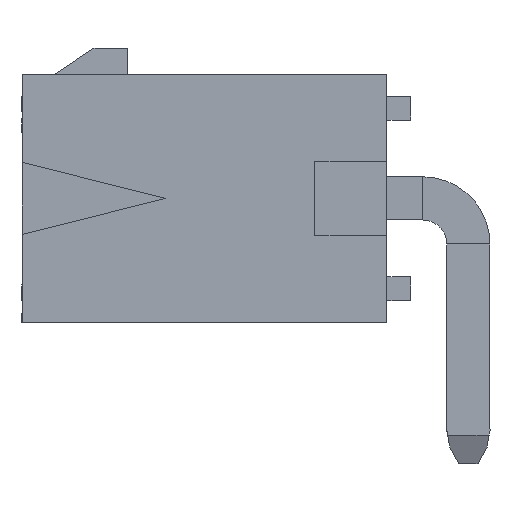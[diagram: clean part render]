
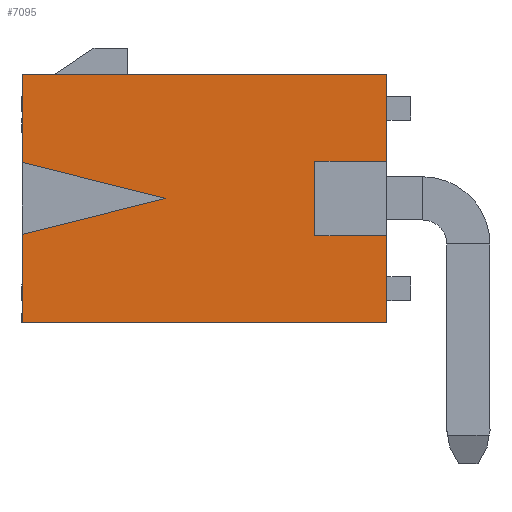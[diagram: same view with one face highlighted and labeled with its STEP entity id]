
A CAD part, left-side view. The second image highlights one B-rep face of the part: STEP entity #7095.
In plain terms, the highlighted planar face has unit normal (-1, 0, 0).
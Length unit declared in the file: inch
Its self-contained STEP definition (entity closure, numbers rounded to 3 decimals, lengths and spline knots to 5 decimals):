
#1020 = DIRECTION ( 'NONE',  ( 0., 0., 1. ) ) ;
#1021 = VECTOR ( 'NONE', #1020, 39.37008 ) ;
#1022 = CARTESIAN_POINT ( 'NONE',  ( -0.35625, 0.19, -0.1065 ) ) ;
#1023 = LINE ( 'NONE', #1022, #1021 ) ;
#1024 = CARTESIAN_POINT ( 'NONE',  ( -0.35625, 0.19, -0.0375 ) ) ;
#1167 = CARTESIAN_POINT ( 'NONE',  ( -0.35625, 0.19, 0.0375 ) ) ;
#1168 = DIRECTION ( 'NONE',  ( 0., 0., 1. ) ) ;
#1169 = VECTOR ( 'NONE', #1168, 39.37008 ) ;
#1170 = CARTESIAN_POINT ( 'NONE',  ( -0.35625, 0.19, -0.1065 ) ) ;
#1171 = LINE ( 'NONE', #1170, #1169 ) ;
#1172 = CARTESIAN_POINT ( 'NONE',  ( -0.35625, 0.19, 0.1295 ) ) ;
#1195 = CARTESIAN_POINT ( 'NONE',  ( -0.35625, 0.19, -0.1295 ) ) ;
#1656 = DIRECTION ( 'NONE',  ( 0., 0., 1. ) ) ;
#1657 = VECTOR ( 'NONE', #1656, 39.37008 ) ;
#1658 = CARTESIAN_POINT ( 'NONE',  ( -0.35625, -0.19, -0.1065 ) ) ;
#1659 = LINE ( 'NONE', #1658, #1657 ) ;
#1672 = CARTESIAN_POINT ( 'NONE',  ( -0.35625, -0.19, 0.1295 ) ) ;
#1679 = CARTESIAN_POINT ( 'NONE',  ( -0.35625, -0.19, 0.0388 ) ) ;
#1770 = CARTESIAN_POINT ( 'NONE',  ( -0.35625, -0.19, -0.1295 ) ) ;
#1771 = DIRECTION ( 'NONE',  ( 0., 0., 1. ) ) ;
#1772 = VECTOR ( 'NONE', #1771, 39.37008 ) ;
#1773 = CARTESIAN_POINT ( 'NONE',  ( -0.35625, -0.19, -0.1065 ) ) ;
#1774 = LINE ( 'NONE', #1773, #1772 ) ;
#1775 = CARTESIAN_POINT ( 'NONE',  ( -0.35625, -0.19, -0.0388 ) ) ;
#2318 = DIRECTION ( 'NONE',  ( 0., 0., -1. ) ) ;
#2319 = DIRECTION ( 'NONE',  ( 1., 0., 0. ) ) ;
#2320 = CARTESIAN_POINT ( 'NONE',  ( -0.35625, 0.19, -0.1065 ) ) ;
#2321 = AXIS2_PLACEMENT_3D ( 'NONE', #2320, #2319, #2318 ) ;
#2322 = PLANE ( 'NONE',  #2321 ) ;
#2323 = FACE_OUTER_BOUND ( 'NONE', #7096, .T. ) ;
#2410 = CARTESIAN_POINT ( 'NONE',  ( -0.35625, -0.115, 0.0388 ) ) ;
#2411 = LINE ( 'NONE', #2410, #2471 ) ;
#2422 = DIRECTION ( 'NONE',  ( 0., -1., 0. ) ) ;
#2423 = VECTOR ( 'NONE', #2422, 39.37008 ) ;
#2424 = CARTESIAN_POINT ( 'NONE',  ( -0.35625, -0.115, -0.0388 ) ) ;
#2425 = LINE ( 'NONE', #2424, #2423 ) ;
#2426 = DIRECTION ( 'NONE',  ( 0., 1., 0. ) ) ;
#2427 = VECTOR ( 'NONE', #2426, 39.37008 ) ;
#2428 = CARTESIAN_POINT ( 'NONE',  ( -0.35625, -0.19, -0.1295 ) ) ;
#2429 = LINE ( 'NONE', #2428, #2427 ) ;
#2451 = DIRECTION ( 'NONE',  ( 0., -0.97, 0.243 ) ) ;
#2452 = VECTOR ( 'NONE', #2451, 39.37008 ) ;
#2453 = CARTESIAN_POINT ( 'NONE',  ( -0.35625, 0.04, 0. ) ) ;
#2454 = LINE ( 'NONE', #2453, #2452 ) ;
#2455 = CARTESIAN_POINT ( 'NONE',  ( -0.35625, 0.04, 0. ) ) ;
#2456 = DIRECTION ( 'NONE',  ( 0., 0.97, 0.243 ) ) ;
#2457 = VECTOR ( 'NONE', #2456, 39.37008 ) ;
#2458 = CARTESIAN_POINT ( 'NONE',  ( -0.35625, 0.19, 0.0375 ) ) ;
#2459 = LINE ( 'NONE', #2458, #2457 ) ;
#2460 = DIRECTION ( 'NONE',  ( 0., 1., 0. ) ) ;
#2461 = VECTOR ( 'NONE', #2460, 39.37008 ) ;
#2462 = CARTESIAN_POINT ( 'NONE',  ( -0.35625, -0.19, 0.1295 ) ) ;
#2463 = LINE ( 'NONE', #2462, #2461 ) ;
#2464 = DIRECTION ( 'NONE',  ( 0., -1., 0. ) ) ;
#2465 = VECTOR ( 'NONE', #2464, 39.37008 ) ;
#2466 = CARTESIAN_POINT ( 'NONE',  ( -0.35625, -0.115, 0.0388 ) ) ;
#2467 = LINE ( 'NONE', #2466, #2465 ) ;
#2468 = CARTESIAN_POINT ( 'NONE',  ( -0.35625, -0.115, -0.0388 ) ) ;
#2469 = CARTESIAN_POINT ( 'NONE',  ( -0.35625, -0.115, 0.0388 ) ) ;
#2470 = DIRECTION ( 'NONE',  ( 0., 0., -1. ) ) ;
#2471 = VECTOR ( 'NONE', #2470, 39.37008 ) ;
#6314 = VERTEX_POINT ( 'NONE', #1024 ) ;
#6315 = EDGE_CURVE ( 'NONE', #6403, #6314, #1023, .T. ) ;
#6383 = VERTEX_POINT ( 'NONE', #1172 ) ;
#6384 = EDGE_CURVE ( 'NONE', #6387, #6383, #1171, .T. ) ;
#6387 = VERTEX_POINT ( 'NONE', #1167 ) ;
#6403 = VERTEX_POINT ( 'NONE', #1195 ) ;
#6682 = VERTEX_POINT ( 'NONE', #1679 ) ;
#6687 = VERTEX_POINT ( 'NONE', #1672 ) ;
#6695 = EDGE_CURVE ( 'NONE', #6682, #6687, #1659, .T. ) ;
#6741 = VERTEX_POINT ( 'NONE', #1775 ) ;
#6743 = EDGE_CURVE ( 'NONE', #6744, #6741, #1774, .T. ) ;
#6744 = VERTEX_POINT ( 'NONE', #1770 ) ;
#7095 = ADVANCED_FACE ( 'NONE', ( #2323 ), #2322, .F. ) ;
#7096 = EDGE_LOOP ( 'NONE', ( #7097, #7162, #7164, #7165, #7167, #7168, #7171, #7147, #7148, #7150, #7151 ) ) ;
#7097 = ORIENTED_EDGE ( 'NONE', *, *, #7159, .F. ) ;
#7147 = ORIENTED_EDGE ( 'NONE', *, *, #6315, .F. ) ;
#7148 = ORIENTED_EDGE ( 'NONE', *, *, #7149, .F. ) ;
#7149 = EDGE_CURVE ( 'NONE', #6744, #6403, #2429, .T. ) ;
#7150 = ORIENTED_EDGE ( 'NONE', *, *, #6743, .T. ) ;
#7151 = ORIENTED_EDGE ( 'NONE', *, *, #7152, .F. ) ;
#7152 = EDGE_CURVE ( 'NONE', #7161, #6741, #2425, .T. ) ;
#7159 = EDGE_CURVE ( 'NONE', #7160, #7161, #2411, .T. ) ;
#7160 = VERTEX_POINT ( 'NONE', #2469 ) ;
#7161 = VERTEX_POINT ( 'NONE', #2468 ) ;
#7162 = ORIENTED_EDGE ( 'NONE', *, *, #7163, .T. ) ;
#7163 = EDGE_CURVE ( 'NONE', #7160, #6682, #2467, .T. ) ;
#7164 = ORIENTED_EDGE ( 'NONE', *, *, #6695, .T. ) ;
#7165 = ORIENTED_EDGE ( 'NONE', *, *, #7166, .T. ) ;
#7166 = EDGE_CURVE ( 'NONE', #6687, #6383, #2463, .T. ) ;
#7167 = ORIENTED_EDGE ( 'NONE', *, *, #6384, .F. ) ;
#7168 = ORIENTED_EDGE ( 'NONE', *, *, #7169, .F. ) ;
#7169 = EDGE_CURVE ( 'NONE', #7170, #6387, #2459, .T. ) ;
#7170 = VERTEX_POINT ( 'NONE', #2455 ) ;
#7171 = ORIENTED_EDGE ( 'NONE', *, *, #7172, .F. ) ;
#7172 = EDGE_CURVE ( 'NONE', #6314, #7170, #2454, .T. ) ;
